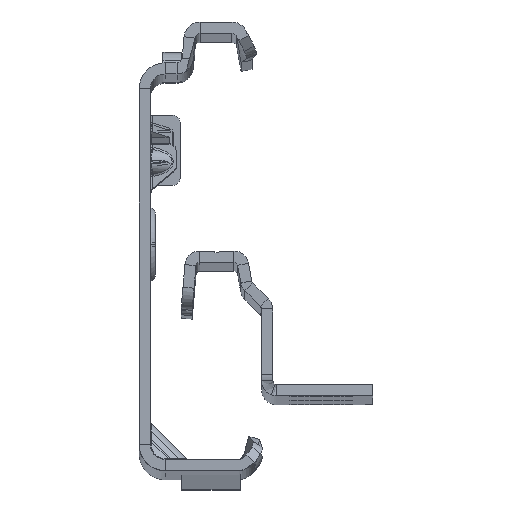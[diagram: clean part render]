
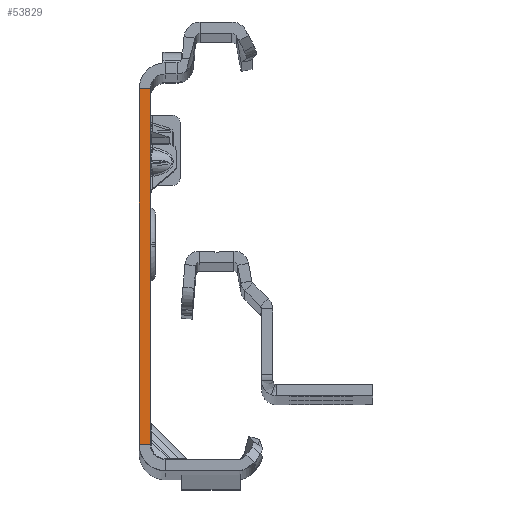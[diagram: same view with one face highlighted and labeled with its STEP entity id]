
A CAD part, top view. The second image highlights one B-rep face of the part: STEP entity #53829.
In plain terms, the highlighted planar face has unit normal (0, 0, 1).
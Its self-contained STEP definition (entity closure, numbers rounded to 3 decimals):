
#220 = DIRECTION ( 'NONE',  ( -1., 0., 0. ) ) ;
#920 = VECTOR ( 'NONE', #34061, 1000. ) ;
#2892 = DIRECTION ( 'NONE',  ( 0., -1., 0. ) ) ;
#3071 = AXIS2_PLACEMENT_3D ( 'NONE', #25225, #17049, #33656 ) ;
#3542 = DIRECTION ( 'NONE',  ( 0., -1., 0. ) ) ;
#12719 = PLANE ( 'NONE',  #3071 ) ;
#13275 = EDGE_LOOP ( 'NONE', ( #35929, #22681, #34488, #35988 ) ) ;
#17049 = DIRECTION ( 'NONE',  ( 0., 0., 1. ) ) ;
#19517 = CARTESIAN_POINT ( 'NONE',  ( 0., -25.865, 0. ) ) ;
#20203 = LINE ( 'NONE', #37555, #36965 ) ;
#21723 = VERTEX_POINT ( 'NONE', #49998 ) ;
#22681 = ORIENTED_EDGE ( 'NONE', *, *, #33079, .T. ) ;
#25225 = CARTESIAN_POINT ( 'NONE',  ( -1.5, -27.865, 0. ) ) ;
#25792 = EDGE_CURVE ( 'NONE', #21723, #41323, #20203, .T. ) ;
#29292 = EDGE_CURVE ( 'NONE', #50587, #44686, #49228, .T. ) ;
#32731 = CARTESIAN_POINT ( 'NONE',  ( 0., 22.135, 0. ) ) ;
#33079 = EDGE_CURVE ( 'NONE', #21723, #50587, #37285, .T. ) ;
#33656 = DIRECTION ( 'NONE',  ( 1., 0., 0. ) ) ;
#34061 = DIRECTION ( 'NONE',  ( -1., 0., 0. ) ) ;
#34179 = VECTOR ( 'NONE', #2892, 1000. ) ;
#34488 = ORIENTED_EDGE ( 'NONE', *, *, #29292, .T. ) ;
#35929 = ORIENTED_EDGE ( 'NONE', *, *, #25792, .F. ) ;
#35988 = ORIENTED_EDGE ( 'NONE', *, *, #46408, .F. ) ;
#36965 = VECTOR ( 'NONE', #3542, 1000. ) ;
#37285 = LINE ( 'NONE', #32731, #49959 ) ;
#37555 = CARTESIAN_POINT ( 'NONE',  ( 0., -27.865, 0. ) ) ;
#39185 = CARTESIAN_POINT ( 'NONE',  ( 0., -25.865, 0. ) ) ;
#40206 = CARTESIAN_POINT ( 'NONE',  ( -1.5, -27.865, 0. ) ) ;
#41323 = VERTEX_POINT ( 'NONE', #19517 ) ;
#43764 = CARTESIAN_POINT ( 'NONE',  ( -1.5, -25.865, 0. ) ) ;
#44686 = VERTEX_POINT ( 'NONE', #43764 ) ;
#46301 = LINE ( 'NONE', #39185, #920 ) ;
#46408 = EDGE_CURVE ( 'NONE', #41323, #44686, #46301, .T. ) ;
#47132 = CARTESIAN_POINT ( 'NONE',  ( -1.5, 22.135, 0. ) ) ;
#49228 = LINE ( 'NONE', #40206, #34179 ) ;
#49959 = VECTOR ( 'NONE', #220, 1000. ) ;
#49998 = CARTESIAN_POINT ( 'NONE',  ( 0., 22.135, 0. ) ) ;
#50002 = FACE_OUTER_BOUND ( 'NONE', #13275, .T. ) ;
#50587 = VERTEX_POINT ( 'NONE', #47132 ) ;
#53829 = ADVANCED_FACE ( 'NONE', ( #50002 ), #12719, .T. ) ;
